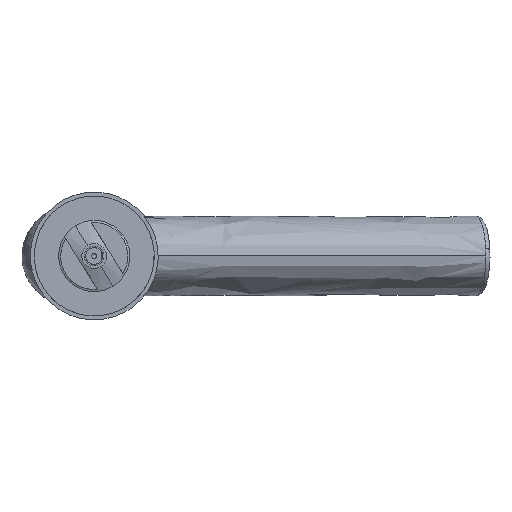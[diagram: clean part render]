
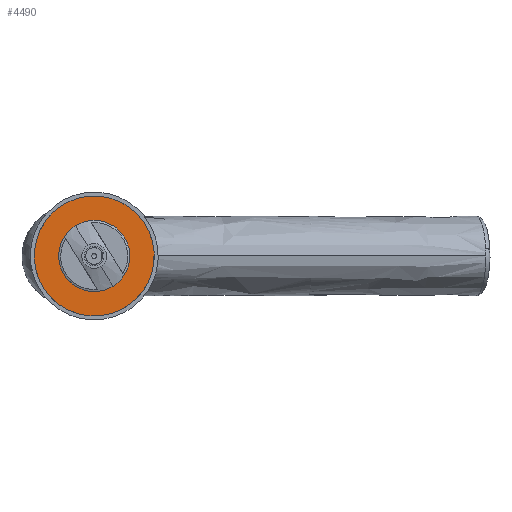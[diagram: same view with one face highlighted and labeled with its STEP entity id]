
A CAD part, left-side view. The second image highlights one B-rep face of the part: STEP entity #4490.
In plain terms, the highlighted planar face has unit normal (-1, 0, 0).
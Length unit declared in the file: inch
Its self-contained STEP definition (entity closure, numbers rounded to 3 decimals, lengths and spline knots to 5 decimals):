
#220 = VERTEX_POINT ( 'NONE', #1532 ) ;
#581 = AXIS2_PLACEMENT_3D ( 'NONE', #6756, #11819, #5569 ) ;
#747 = EDGE_LOOP ( 'NONE', ( #7158, #4246 ) ) ;
#1268 = CARTESIAN_POINT ( 'NONE',  ( 0.0125, 0., 0. ) ) ;
#1276 = FACE_BOUND ( 'NONE', #747, .T. ) ;
#1532 = CARTESIAN_POINT ( 'NONE',  ( 0.0125, -0.41837, -0.62247 ) ) ;
#1717 = AXIS2_PLACEMENT_3D ( 'NONE', #12738, #5306, #10558 ) ;
#1748 = EDGE_CURVE ( 'NONE', #220, #13663, #3918, .T. ) ;
#1785 = CARTESIAN_POINT ( 'NONE',  ( 0.0125, 0.41837, 0.62247 ) ) ;
#2559 = DIRECTION ( 'NONE',  ( -1., 0., 0. ) ) ;
#3041 = EDGE_CURVE ( 'NONE', #9806, #7219, #3079, .T. ) ;
#3079 = CIRCLE ( 'NONE', #1717, 0.445 ) ;
#3918 = CIRCLE ( 'NONE', #581, 0.75 ) ;
#4246 = ORIENTED_EDGE ( 'NONE', *, *, #6243, .F. ) ;
#4394 = FACE_OUTER_BOUND ( 'NONE', #6018, .T. ) ;
#4414 = CARTESIAN_POINT ( 'NONE',  ( 0.0125, 0.24824, 0.36933 ) ) ;
#4490 = ADVANCED_FACE ( 'NONE', ( #1276, #4394 ), #9746, .F. ) ;
#4537 = ORIENTED_EDGE ( 'NONE', *, *, #8449, .T. ) ;
#4598 = DIRECTION ( 'NONE',  ( 0., -0.558, -0.83 ) ) ;
#5233 = DIRECTION ( 'NONE',  ( -1., 0., 0. ) ) ;
#5306 = DIRECTION ( 'NONE',  ( -1., 0., 0. ) ) ;
#5569 = DIRECTION ( 'NONE',  ( 0., 0.558, 0.83 ) ) ;
#6018 = EDGE_LOOP ( 'NONE', ( #4537, #13379 ) ) ;
#6243 = EDGE_CURVE ( 'NONE', #7219, #9806, #9918, .T. ) ;
#6679 = CARTESIAN_POINT ( 'NONE',  ( 0.0125, 0., 0. ) ) ;
#6756 = CARTESIAN_POINT ( 'NONE',  ( 0.0125, 0., 0. ) ) ;
#7158 = ORIENTED_EDGE ( 'NONE', *, *, #3041, .F. ) ;
#7219 = VERTEX_POINT ( 'NONE', #9277 ) ;
#7843 = DIRECTION ( 'NONE',  ( 1., 0., 0. ) ) ;
#7903 = CARTESIAN_POINT ( 'NONE',  ( 0.0125, 0.62247, -0.41837 ) ) ;
#8449 = EDGE_CURVE ( 'NONE', #13663, #220, #9536, .T. ) ;
#9277 = CARTESIAN_POINT ( 'NONE',  ( 0.0125, -0.24824, -0.36933 ) ) ;
#9536 = CIRCLE ( 'NONE', #11318, 0.75 ) ;
#9746 = PLANE ( 'NONE',  #13822 ) ;
#9806 = VERTEX_POINT ( 'NONE', #4414 ) ;
#9918 = CIRCLE ( 'NONE', #11705, 0.445 ) ;
#10558 = DIRECTION ( 'NONE',  ( 0., 0.558, 0.83 ) ) ;
#10878 = DIRECTION ( 'NONE',  ( 0., 0.558, 0.83 ) ) ;
#11318 = AXIS2_PLACEMENT_3D ( 'NONE', #6679, #2559, #10878 ) ;
#11705 = AXIS2_PLACEMENT_3D ( 'NONE', #1268, #5233, #13855 ) ;
#11819 = DIRECTION ( 'NONE',  ( -1., 0., 0. ) ) ;
#12738 = CARTESIAN_POINT ( 'NONE',  ( 0.0125, 0., 0. ) ) ;
#13379 = ORIENTED_EDGE ( 'NONE', *, *, #1748, .T. ) ;
#13663 = VERTEX_POINT ( 'NONE', #1785 ) ;
#13822 = AXIS2_PLACEMENT_3D ( 'NONE', #7903, #7843, #4598 ) ;
#13855 = DIRECTION ( 'NONE',  ( 0., 0.558, 0.83 ) ) ;
